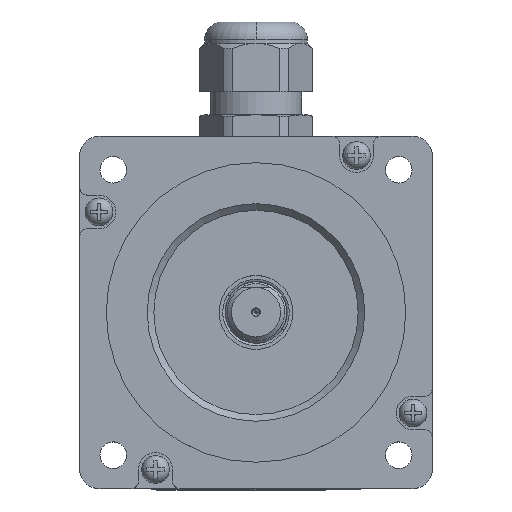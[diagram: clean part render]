
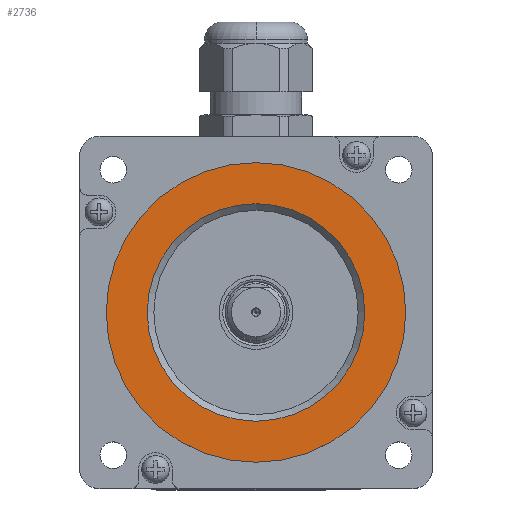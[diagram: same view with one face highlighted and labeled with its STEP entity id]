
A CAD part, top view. The second image highlights one B-rep face of the part: STEP entity #2736.
In plain terms, the highlighted planar face has unit normal (0, 0, 1).
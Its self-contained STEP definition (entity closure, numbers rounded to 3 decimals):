
#2629=CARTESIAN_POINT('',(-26.5,0.,18.6));
#2630=VERTEX_POINT('',#2629);
#2637=CARTESIAN_POINT('',(26.5,0.,18.6));
#2638=VERTEX_POINT('',#2637);
#2639=CARTESIAN_POINT('',(0.,0.,18.6));
#2640=DIRECTION('',(0.,0.,1.));
#2641=DIRECTION('',(1.,0.,-0.));
#2642=AXIS2_PLACEMENT_3D('',#2639,#2640,#2641);
#2643=CIRCLE('',#2642,26.5);
#2644=EDGE_CURVE('',#2630,#2638,#2643,.T.);
#2646=CARTESIAN_POINT('',(0.,0.,18.6));
#2647=DIRECTION('',(0.,0.,1.));
#2648=DIRECTION('',(1.,0.,-0.));
#2649=AXIS2_PLACEMENT_3D('',#2646,#2647,#2648);
#2650=CIRCLE('',#2649,26.5);
#2651=EDGE_CURVE('',#2638,#2630,#2650,.T.);
#2693=CARTESIAN_POINT('',(-36.5,0.,18.6));
#2694=VERTEX_POINT('',#2693);
#2704=CARTESIAN_POINT('',(36.5,0.,18.6));
#2705=VERTEX_POINT('',#2704);
#2706=CARTESIAN_POINT('',(0.,0.,18.6));
#2707=DIRECTION('',(0.,0.,-1.));
#2708=DIRECTION('',(1.,0.,0.));
#2709=AXIS2_PLACEMENT_3D('',#2706,#2707,#2708);
#2710=CIRCLE('',#2709,36.5);
#2711=EDGE_CURVE('',#2694,#2705,#2710,.T.);
#2713=CARTESIAN_POINT('',(0.,0.,18.6));
#2714=DIRECTION('',(0.,0.,-1.));
#2715=DIRECTION('',(1.,0.,0.));
#2716=AXIS2_PLACEMENT_3D('',#2713,#2714,#2715);
#2717=CIRCLE('',#2716,36.5);
#2718=EDGE_CURVE('',#2705,#2694,#2717,.T.);
#2723=CARTESIAN_POINT('',(0.,0.,18.6));
#2724=DIRECTION('',(0.,0.,1.));
#2725=DIRECTION('',(1.,0.,0.));
#2726=AXIS2_PLACEMENT_3D('',#2723,#2724,#2725);
#2727=PLANE('',#2726);
#2728=ORIENTED_EDGE('',*,*,#2644,.F.);
#2729=ORIENTED_EDGE('',*,*,#2651,.F.);
#2730=EDGE_LOOP('',(#2728,#2729));
#2731=FACE_BOUND('',#2730,.T.);
#2732=ORIENTED_EDGE('',*,*,#2711,.F.);
#2733=ORIENTED_EDGE('',*,*,#2718,.F.);
#2734=EDGE_LOOP('',(#2732,#2733));
#2735=FACE_BOUND('',#2734,.T.);
#2736=ADVANCED_FACE('',(#2731,#2735),#2727,.T.);
